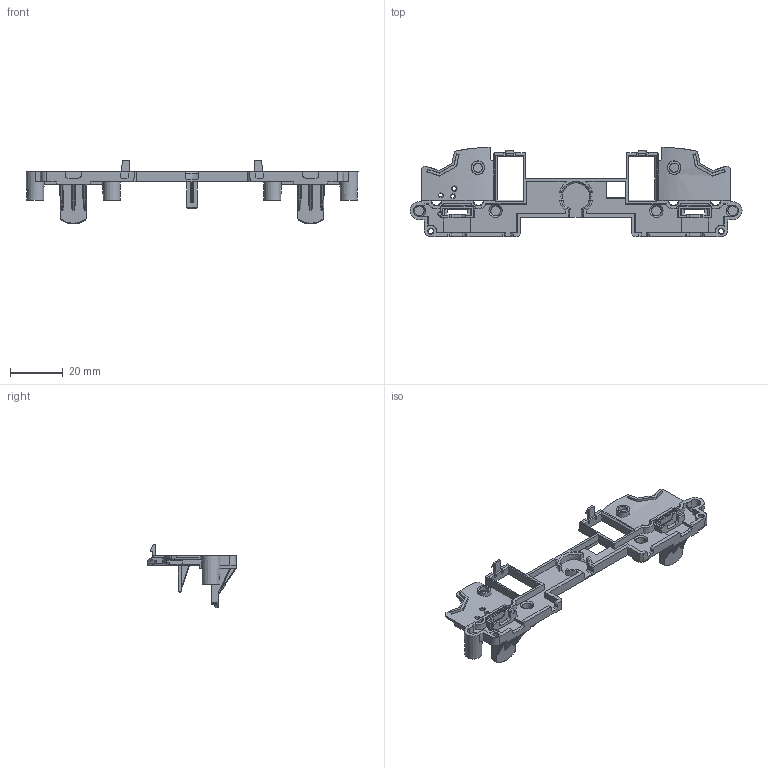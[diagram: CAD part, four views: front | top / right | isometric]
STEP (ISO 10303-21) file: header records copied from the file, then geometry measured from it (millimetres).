
FILE_DESCRIPTION(/* description */ (''),/* implementation_level */ '2;1');
FILE_NAME(/* name */ 'Trigger Bracket.step',/* time_stamp */ '2024-03-06T12:53:39-08:00',/* author */ (''),/* organization */ (''),/* preprocessor_version */ 'ST-DEVELOPER v20',/* originating_system */ 'Autodesk Translation Framework v12.20.1.177',/* authorisation */ '');
FILE_SCHEMA (('AUTOMOTIVE_DESIGN { 1 0 10303 214 3 1 1 }'));
Length unit declared in the file: millimetre
Products named in the file (1): TriggerBracket_Ult
Bounding box: 125.89 x 33.82 x 24.15 mm (x, y, z)
Volume: 6717.6 mm3; surface area: 10615.2 mm2
Topology: 1 solids, 1 shells, 512 faces, 1487 edges, 979 vertices
Faces by surface type: plane 354, cone 70, bspline 64, cylinder 24
Entity records: 22530 total; most frequent: CARTESIAN_POINT 9557, ORIENTED_EDGE 2974, DIRECTION 2313, EDGE_CURVE 1487, VERTEX_POINT 979, LINE 953, VECTOR 953, AXIS2_PLACEMENT_3D 680
